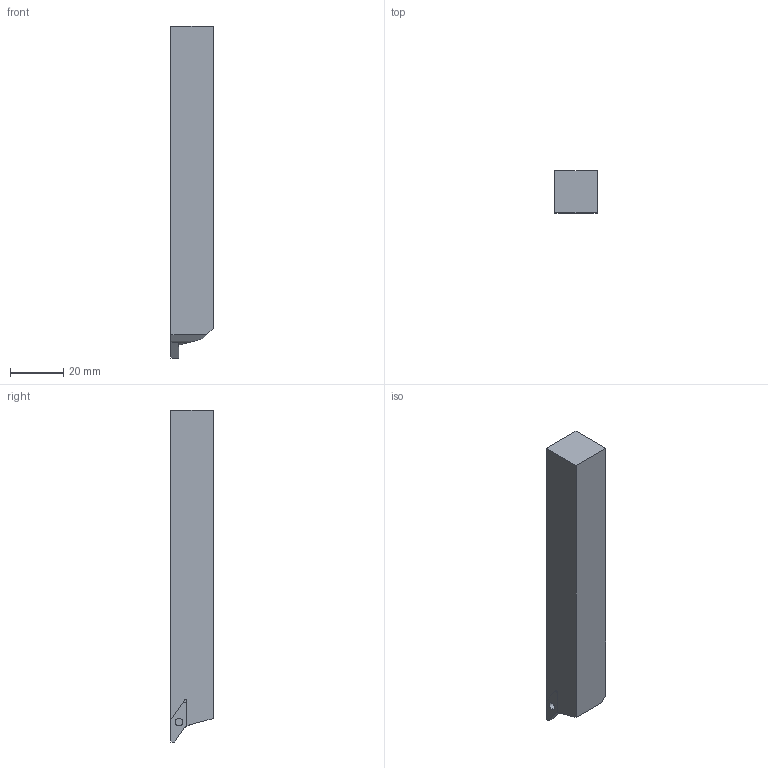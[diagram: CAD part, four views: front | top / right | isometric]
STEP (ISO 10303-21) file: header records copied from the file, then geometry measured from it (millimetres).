
FILE_DESCRIPTION(('CAx-IF Rec.Pracs.---Representation and Presentation of Product Manufacturing Information (PMI)---4.0---2014-10-13'),'2;1');
FILE_NAME('xxxCUT-128-6-67','2024-11-07T14:02:54',(''),(''),'2023.1.2304.10',' || FormatWorks Professional',' ');
FILE_SCHEMA(('AP242_MANAGED_MODEL_BASED_3D_ENGINEERING_MIM_LF { 1 0 10303 442 3 1 4 }'));
Length unit declared in the file: millimetre
Products named in the file (3): xxxCUT-128-6-67; CUT-128-6_STEP 67; CUT-128-6_WSP_STEP 01-K
Assembly tree (2 placements, depth 2):
  xxxCUT-128-6-67
    CUT-128-6_STEP 67
    CUT-128-6_WSP_STEP 01-K
Bounding box: 15.88 x 15.88 x 125 mm (x, y, z)
Volume: 29644.9 mm3; surface area: 8214.3 mm2
Topology: 2 solids, 2 shells, 25 faces, 63 edges, 42 vertices
Faces by surface type: plane 20, cylinder 5
Entity records: 1256 total; most frequent: CARTESIAN_POINT 178, STYLED_ITEM 153, DIRECTION 128, ORIENTED_EDGE 126, EDGE_CURVE 63, VECTOR 52, LINE 52, VERTEX_POINT 42
